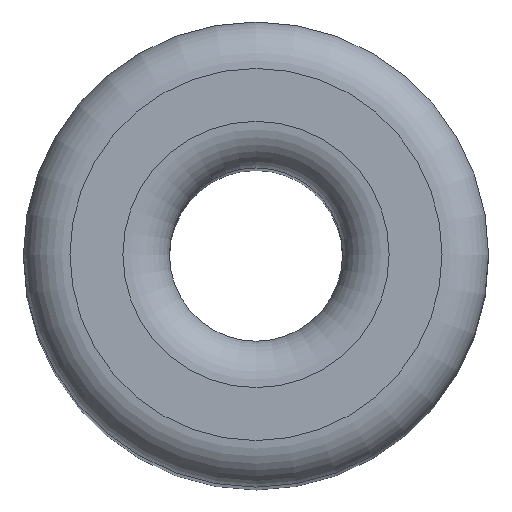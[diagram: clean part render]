
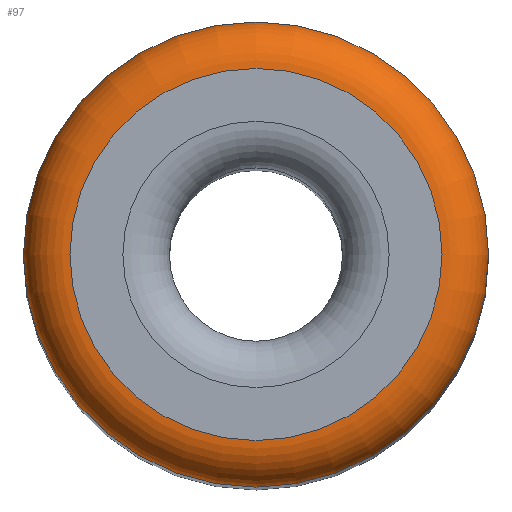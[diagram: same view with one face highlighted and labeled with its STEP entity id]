
A CAD part, top view. The second image highlights one B-rep face of the part: STEP entity #97.
In plain terms, the highlighted toroidal (fillet/blend) face has major radius 2 mm and minor radius 0.5 mm.
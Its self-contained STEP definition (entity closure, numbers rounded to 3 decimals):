
#28=FACE_OUTER_BOUND('',#35,.T.);
#35=EDGE_LOOP('',(#85,#86,#87,#88));
#41=CIRCLE('',#120,2.5);
#44=CIRCLE('',#125,2.);
#45=CIRCLE('',#127,0.5);
#50=VERTEX_POINT('',#178);
#52=VERTEX_POINT('',#186);
#59=EDGE_CURVE('',#50,#50,#41,.T.);
#63=EDGE_CURVE('',#52,#52,#44,.T.);
#64=EDGE_CURVE('',#52,#50,#45,.T.);
#85=ORIENTED_EDGE('',*,*,#63,.T.);
#86=ORIENTED_EDGE('',*,*,#64,.T.);
#87=ORIENTED_EDGE('',*,*,#59,.T.);
#88=ORIENTED_EDGE('',*,*,#64,.F.);
#91=TOROIDAL_SURFACE('',#126,2.,0.5);
#97=ADVANCED_FACE('',(#28),#91,.T.);
#120=AXIS2_PLACEMENT_3D('',#179,#147,#148);
#125=AXIS2_PLACEMENT_3D('',#187,#158,#159);
#126=AXIS2_PLACEMENT_3D('',#188,#160,#161);
#127=AXIS2_PLACEMENT_3D('',#189,#162,#163);
#147=DIRECTION('center_axis',(0.,0.,1.));
#148=DIRECTION('ref_axis',(1.,0.,0.));
#158=DIRECTION('center_axis',(0.,0.,-1.));
#159=DIRECTION('ref_axis',(1.,0.,0.));
#160=DIRECTION('center_axis',(0.,0.,1.));
#161=DIRECTION('ref_axis',(1.,0.,0.));
#162=DIRECTION('center_axis',(0.,-1.,0.));
#163=DIRECTION('ref_axis',(-1.,0.,0.));
#178=CARTESIAN_POINT('',(17.5,20.,19.5));
#179=CARTESIAN_POINT('Origin',(20.,20.,19.5));
#186=CARTESIAN_POINT('',(18.,20.,20.));
#187=CARTESIAN_POINT('Origin',(20.,20.,20.));
#188=CARTESIAN_POINT('Origin',(20.,20.,19.5));
#189=CARTESIAN_POINT('Origin',(18.,20.,19.5));
